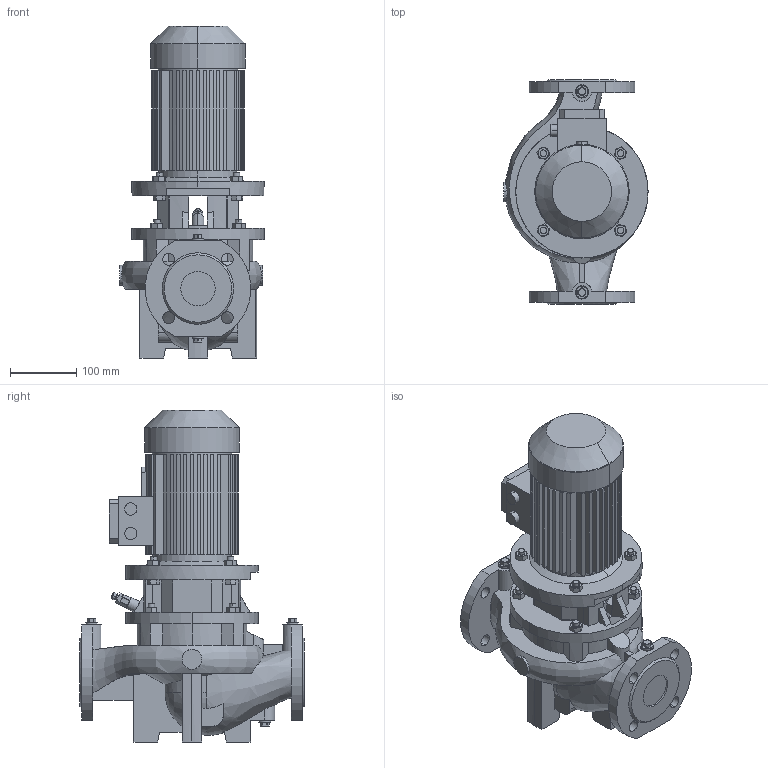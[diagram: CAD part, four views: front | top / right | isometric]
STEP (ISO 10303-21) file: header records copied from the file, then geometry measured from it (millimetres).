
FILE_DESCRIPTION (( 'STEP AP203' ), '1' );
FILE_NAME ('枅-313-000-313-006-01-07.step', '2025-02-11T17:04:52', ( 'adb' ), ( '' ), 'SwSTEP 2.0', 'SolidWorks 2016', '' );
FILE_SCHEMA (( 'CONFIG_CONTROL_DESIGN' ));
Length unit declared in the file: millimetre
Products named in the file (1): 枅-313-000-313-006-01-07
Bounding box: 218 x 340 x 502 mm (x, y, z)
Volume: 8486167 mm3; surface area: 824994 mm2
Topology: 8 solids, 23 shells, 905 faces, 2343 edges, 1539 vertices
Faces by surface type: plane 493, cylinder 307, cone 89, bspline 11, sphere 5
Entity records: 33135 total; most frequent: CARTESIAN_POINT 10709, ORIENTED_EDGE 4682, DIRECTION 4639, EDGE_CURVE 2341, AXIS2_PLACEMENT_3D 1702, VERTEX_POINT 1539, VECTOR 1235, LINE 1235
